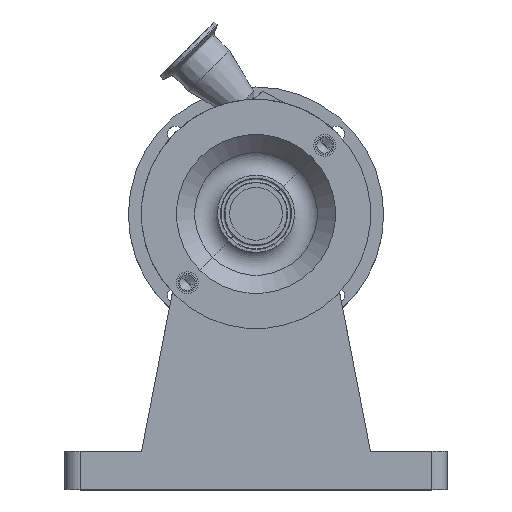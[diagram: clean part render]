
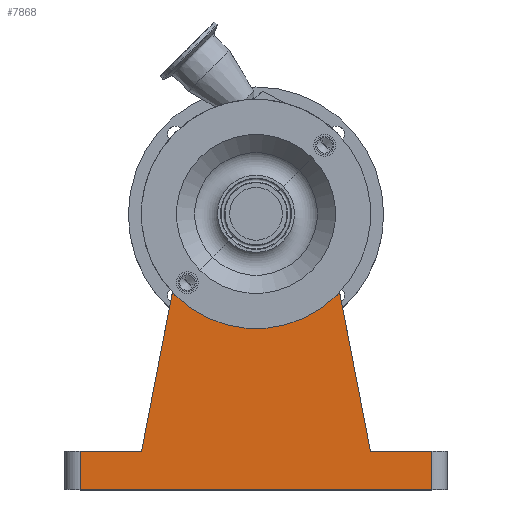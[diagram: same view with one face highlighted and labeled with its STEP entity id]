
A CAD part, top view. The second image highlights one B-rep face of the part: STEP entity #7868.
In plain terms, the highlighted planar face has unit normal (0, 0, 1).
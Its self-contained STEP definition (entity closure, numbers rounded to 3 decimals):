
#1500 = DIRECTION ( 'NONE',  ( -0.191, -0.982, 0. ) ) ;
#1501 = VECTOR ( 'NONE', #1500, 1000. ) ;
#1502 = CARTESIAN_POINT ( 'NONE',  ( -47.697, -15., 125. ) ) ;
#1503 = LINE ( 'NONE', #1502, #1501 ) ;
#1529 = DIRECTION ( 'NONE',  ( -0.191, 0.982, 0. ) ) ;
#1530 = VECTOR ( 'NONE', #1529, 1000. ) ;
#1531 = CARTESIAN_POINT ( 'NONE',  ( 74.91, -155., 125. ) ) ;
#1532 = LINE ( 'NONE', #1531, #1530 ) ;
#2756 = CARTESIAN_POINT ( 'NONE',  ( -115., -155., 125. ) ) ;
#2788 = LINE ( 'NONE', #2841, #2840 ) ;
#2839 = DIRECTION ( 'NONE',  ( 1., 0., 0. ) ) ;
#2840 = VECTOR ( 'NONE', #2839, 1000. ) ;
#2841 = CARTESIAN_POINT ( 'NONE',  ( 125., -180., 125. ) ) ;
#2924 = CARTESIAN_POINT ( 'NONE',  ( -115., -180., 125. ) ) ;
#3052 = CARTESIAN_POINT ( 'NONE',  ( 115., -180., 125. ) ) ;
#3064 = LINE ( 'NONE', #3123, #3122 ) ;
#3116 = DIRECTION ( 'NONE',  ( 0., 1., 0. ) ) ;
#3122 = VECTOR ( 'NONE', #3116, 1000. ) ;
#3123 = CARTESIAN_POINT ( 'NONE',  ( 115., -155., 125. ) ) ;
#3126 = CARTESIAN_POINT ( 'NONE',  ( 115., -155., 125. ) ) ;
#3977 = ORIENTED_EDGE ( 'NONE', *, *, #7059, .T. ) ;
#3981 = ORIENTED_EDGE ( 'NONE', *, *, #4068, .T. ) ;
#3982 = ORIENTED_EDGE ( 'NONE', *, *, #8390, .T. ) ;
#3984 = ORIENTED_EDGE ( 'NONE', *, *, #7242, .T. ) ;
#4012 = ORIENTED_EDGE ( 'NONE', *, *, #7340, .T. ) ;
#4015 = ORIENTED_EDGE ( 'NONE', *, *, #7717, .F. ) ;
#4032 = ORIENTED_EDGE ( 'NONE', *, *, #4041, .T. ) ;
#4041 = EDGE_CURVE ( 'NONE', #8371, #7684, #1503, .T. ) ;
#4068 = EDGE_CURVE ( 'NONE', #7735, #8392, #1532, .T. ) ;
#4582 = CARTESIAN_POINT ( 'NONE',  ( -115., -155., 125. ) ) ;
#4583 = LINE ( 'NONE', #4582, #4599 ) ;
#4599 = VECTOR ( 'NONE', #4623, 1000. ) ;
#4623 = DIRECTION ( 'NONE',  ( 0., -1., 0. ) ) ;
#5089 = DIRECTION ( 'NONE',  ( 1., 0., 0. ) ) ;
#5090 = VECTOR ( 'NONE', #5089, 1000. ) ;
#5092 = CARTESIAN_POINT ( 'NONE',  ( 125., -155., 125. ) ) ;
#5093 = LINE ( 'NONE', #5092, #5090 ) ;
#5136 = CARTESIAN_POINT ( 'NONE',  ( -74.91, -155., 125. ) ) ;
#5197 = DIRECTION ( 'NONE',  ( 1., 0., 0. ) ) ;
#5198 = VECTOR ( 'NONE', #5197, 1000. ) ;
#5199 = CARTESIAN_POINT ( 'NONE',  ( 125., -155., 125. ) ) ;
#5200 = LINE ( 'NONE', #5199, #5198 ) ;
#5231 = CARTESIAN_POINT ( 'NONE',  ( 74.91, -155., 125. ) ) ;
#5426 = AXIS2_PLACEMENT_3D ( 'NONE', #5488, #5487, #5482 ) ;
#5430 = FACE_OUTER_BOUND ( 'NONE', #7862, .T. ) ;
#5438 = PLANE ( 'NONE',  #5426 ) ;
#5482 = DIRECTION ( 'NONE',  ( -1., 0., 0. ) ) ;
#5487 = DIRECTION ( 'NONE',  ( 0., 0., -1. ) ) ;
#5488 = CARTESIAN_POINT ( 'NONE',  ( 125., -155., 125. ) ) ;
#6365 = CARTESIAN_POINT ( 'NONE',  ( -47.697, -15., 125. ) ) ;
#6426 = DIRECTION ( 'NONE',  ( 1., 0., 0. ) ) ;
#6427 = AXIS2_PLACEMENT_3D ( 'NONE', #6437, #6452, #6426 ) ;
#6430 = CARTESIAN_POINT ( 'NONE',  ( 47.697, -15., 125. ) ) ;
#6437 = CARTESIAN_POINT ( 'NONE',  ( 0., 0., 125. ) ) ;
#6443 = CIRCLE ( 'NONE', #6427, 50. ) ;
#6452 = DIRECTION ( 'NONE',  ( 0., 0., -1. ) ) ;
#7035 = VERTEX_POINT ( 'NONE', #2756 ) ;
#7059 = EDGE_CURVE ( 'NONE', #7131, #7199, #2788, .T. ) ;
#7131 = VERTEX_POINT ( 'NONE', #2924 ) ;
#7199 = VERTEX_POINT ( 'NONE', #3052 ) ;
#7242 = EDGE_CURVE ( 'NONE', #7199, #7252, #3064, .T. ) ;
#7252 = VERTEX_POINT ( 'NONE', #3126 ) ;
#7340 = EDGE_CURVE ( 'NONE', #7035, #7131, #4583, .T. ) ;
#7673 = EDGE_CURVE ( 'NONE', #7035, #7684, #5093, .T. ) ;
#7684 = VERTEX_POINT ( 'NONE', #5136 ) ;
#7717 = EDGE_CURVE ( 'NONE', #7735, #7252, #5200, .T. ) ;
#7735 = VERTEX_POINT ( 'NONE', #5231 ) ;
#7803 = ORIENTED_EDGE ( 'NONE', *, *, #7673, .F. ) ;
#7862 = EDGE_LOOP ( 'NONE', ( #7803, #4012, #3977, #3984, #4015, #3981, #3982, #4032 ) ) ;
#7868 = ADVANCED_FACE ( 'NONE', ( #5430 ), #5438, .F. ) ;
#8371 = VERTEX_POINT ( 'NONE', #6365 ) ;
#8390 = EDGE_CURVE ( 'NONE', #8392, #8371, #6443, .T. ) ;
#8392 = VERTEX_POINT ( 'NONE', #6430 ) ;
